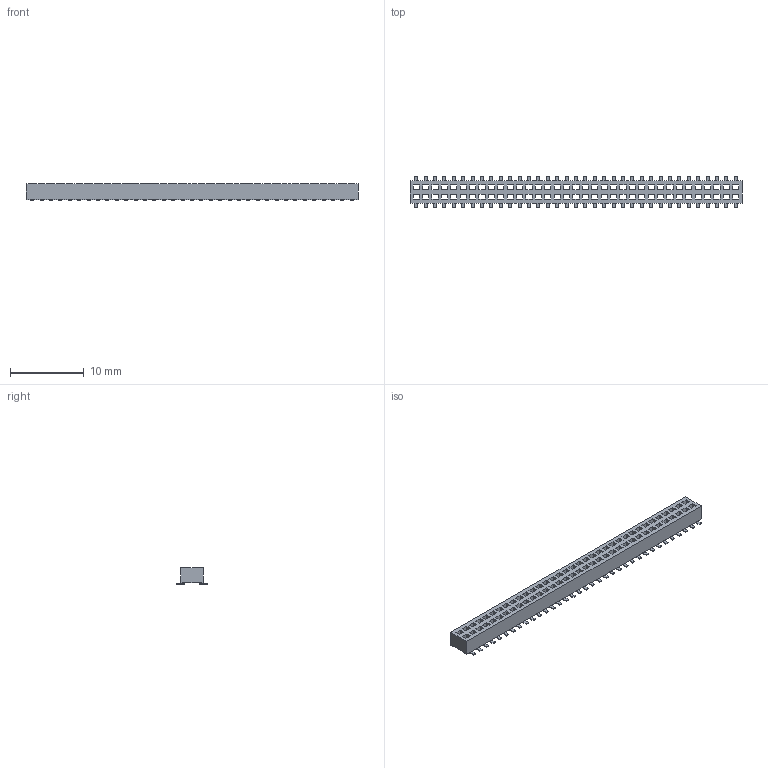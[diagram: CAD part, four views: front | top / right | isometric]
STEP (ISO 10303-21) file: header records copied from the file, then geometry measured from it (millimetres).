
FILE_DESCRIPTION(('FreeCAD Model'),'2;1');
FILE_NAME('Open CASCADE Shape Model','2025-01-12T20:17:02',(''),(''), 'Open CASCADE STEP processor 7.8','FreeCAD','Unknown');
FILE_SCHEMA(('AUTOMOTIVE_DESIGN { 1 0 10303 214 1 1 1 1 }'));
Length unit declared in the file: millimetre
Products named in the file (3): C-106-22-1-G-35-BE_Pin001; CLP-135-2-G-D-BETRM; C-106-22-1-G-35-BE_Pin
Bounding box: 44.88 x 4.32 x 2.29 mm (x, y, z)
Volume: 212.9 mm3; surface area: 993.4 mm2
Topology: 3 solids, 3 shells, 854 faces, 2544 edges, 1696 vertices
Faces by surface type: plane 714, cylinder 140
Entity records: 28666 total; most frequent: CARTESIAN_POINT 5095, ORIENTED_EDGE 5088, DIRECTION 4534, EDGE_CURVE 2544, LINE 2264, VECTOR 2264, VERTEX_POINT 1696, AXIS2_PLACEMENT_3D 1135
